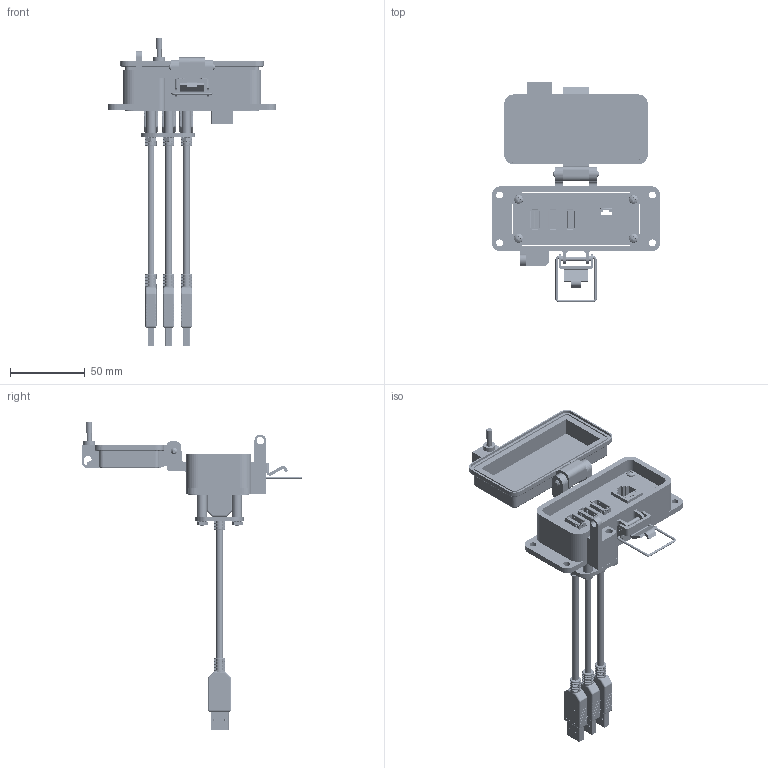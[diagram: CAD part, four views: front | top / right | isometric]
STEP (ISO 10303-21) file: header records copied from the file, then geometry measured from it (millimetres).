
FILE_DESCRIPTION (( 'STEP AP203' ), '1' );
FILE_NAME ('P-P11#3R2-F2RX-CXXX_3D.STEP', '2022-08-12T19:23:54', ( '' ), ( '' ), 'SwSTEP 2.0', 'SolidWorks 2021', '' );
FILE_SCHEMA (( 'CONFIG_CONTROL_DESIGN' ));
Length unit declared in the file: millimetre
Products named in the file (16): Z-002-4401_4HN_90675A005; Z-001-SPR_1-1_4; P-P11#3R2-F2RX-CXXX_3D; P-P11#3R2-F2RX-CXXX_TP060_2; Z-000-440112FH_90273A119; R2; P-P11#3R2-F2RX-CXXX_BP180_1; Z-H-F2_B; P-P11#3R2-F2RX-CXXX_FP060_1; P-P11#3R2-F2RX-CXXX_TP120_1; Z-300-RJ45CAT5; Z-020-3047; Z-000-4243316TFP; -F2; 92005A124_METRIC PAN HEAD PHILLIPS MACHINE SCREW_92005A124; P11
Assembly tree (37 placements, depth 3):
  P-P11#3R2-F2RX-CXXX_3D
    -F2
      Z-H-F2_B
    P-P11#3R2-F2RX-CXXX_BP180_1
    P-P11#3R2-F2RX-CXXX_FP060_1
    P-P11#3R2-F2RX-CXXX_TP060_2
    P-P11#3R2-F2RX-CXXX_TP120_1
    Z-000-4243316TFP  x3
    P11  x3
      Z-020-3047
    Z-000-440112FH_90273A119  x6
    Z-001-SPR_1-1_4  x6
    Z-002-4401_4HN_90675A005  x6
    R2
      Z-300-RJ45CAT5
    92005A124_METRIC PAN HEAD PHILLIPS MACHINE SCREW_92005A124  x4
Bounding box: 113 x 147.61 x 205.72 mm (x, y, z)
Volume: 123524.6 mm3; surface area: 107371.2 mm2
Topology: 70 solids, 70 shells, 6647 faces, 18917 edges, 12384 vertices
Faces by surface type: cylinder 3160, plane 2661, bspline 485, cone 317, torus 16, sphere 8
Entity records: 96801 total; most frequent: CARTESIAN_POINT 34706, ORIENTED_EDGE 13590, DIRECTION 11156, EDGE_CURVE 6795, VERTEX_POINT 4473, LINE 3974, VECTOR 3974, AXIS2_PLACEMENT_3D 3591
